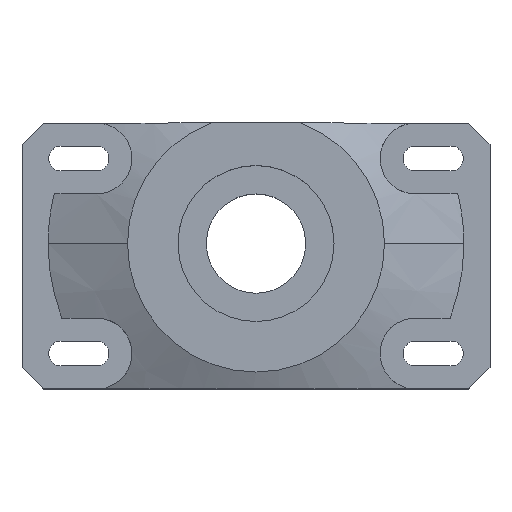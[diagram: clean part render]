
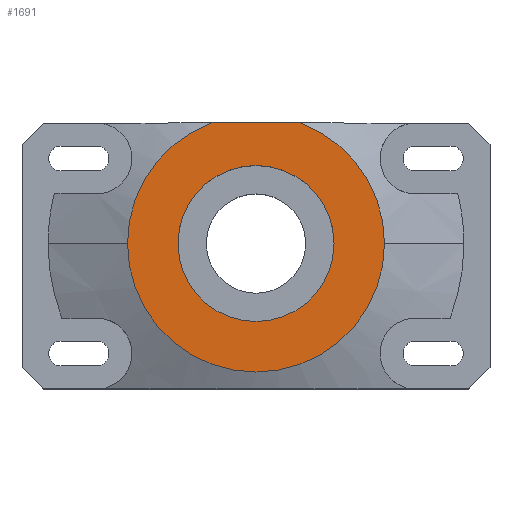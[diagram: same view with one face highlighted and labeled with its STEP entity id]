
A CAD part, top view. The second image highlights one B-rep face of the part: STEP entity #1691.
In plain terms, the highlighted planar face has unit normal (0, 0, 1).
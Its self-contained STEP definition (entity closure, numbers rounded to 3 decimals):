
#43 = ORIENTED_EDGE ( 'NONE', *, *, #1157, .T. ) ;
#96 = CARTESIAN_POINT ( 'NONE',  ( 0., 1.75, 10. ) ) ;
#99 = VERTEX_POINT ( 'NONE', #1732 ) ;
#101 = LINE ( 'NONE', #1148, #1066 ) ;
#104 = DIRECTION ( 'NONE',  ( 0., 0., 1. ) ) ;
#121 = CIRCLE ( 'NONE', #530, 18.125 ) ;
#130 = DIRECTION ( 'NONE',  ( 1., 0., 0. ) ) ;
#204 = FACE_BOUND ( 'NONE', #1418, .T. ) ;
#226 = VERTEX_POINT ( 'NONE', #1453 ) ;
#234 = CARTESIAN_POINT ( 'NONE',  ( 11., 1.75, 10. ) ) ;
#248 = AXIS2_PLACEMENT_3D ( 'NONE', #1780, #448, #855 ) ;
#257 = ORIENTED_EDGE ( 'NONE', *, *, #586, .F. ) ;
#268 = ORIENTED_EDGE ( 'NONE', *, *, #1096, .F. ) ;
#365 = DIRECTION ( 'NONE',  ( 1., 0., 0. ) ) ;
#440 = EDGE_CURVE ( 'NONE', #226, #99, #101, .T. ) ;
#448 = DIRECTION ( 'NONE',  ( 0., 0., 1. ) ) ;
#530 = AXIS2_PLACEMENT_3D ( 'NONE', #96, #104, #1284 ) ;
#586 = EDGE_CURVE ( 'NONE', #1518, #1333, #1909, .T. ) ;
#587 = ORIENTED_EDGE ( 'NONE', *, *, #1644, .T. ) ;
#590 = AXIS2_PLACEMENT_3D ( 'NONE', #1088, #1694, #365 ) ;
#596 = EDGE_CURVE ( 'NONE', #1651, #226, #1348, .T. ) ;
#752 = AXIS2_PLACEMENT_3D ( 'NONE', #1314, #1490, #1411 ) ;
#831 = EDGE_LOOP ( 'NONE', ( #1378, #587, #43, #1488 ) ) ;
#843 = DIRECTION ( 'NONE',  ( -1., 0., 0. ) ) ;
#855 = DIRECTION ( 'NONE',  ( 1., 0., 0. ) ) ;
#862 = DIRECTION ( 'NONE',  ( 0., 0., 1. ) ) ;
#905 = FACE_OUTER_BOUND ( 'NONE', #831, .T. ) ;
#916 = PLANE ( 'NONE',  #590 ) ;
#919 = DIRECTION ( 'NONE',  ( 1., 0., 0. ) ) ;
#924 = CIRCLE ( 'NONE', #248, 18.125 ) ;
#1053 = AXIS2_PLACEMENT_3D ( 'NONE', #1081, #1662, #919 ) ;
#1066 = VECTOR ( 'NONE', #843, 1000. ) ;
#1081 = CARTESIAN_POINT ( 'NONE',  ( 0., 1.75, 10. ) ) ;
#1088 = CARTESIAN_POINT ( 'NONE',  ( 0., 1.75, 10. ) ) ;
#1096 = EDGE_CURVE ( 'NONE', #1333, #1518, #1870, .T. ) ;
#1148 = CARTESIAN_POINT ( 'NONE',  ( 6.286, 18.75, 10. ) ) ;
#1157 = EDGE_CURVE ( 'NONE', #1619, #1651, #121, .T. ) ;
#1284 = DIRECTION ( 'NONE',  ( 1., 0., 0. ) ) ;
#1314 = CARTESIAN_POINT ( 'NONE',  ( 0., 1.75, 10. ) ) ;
#1333 = VERTEX_POINT ( 'NONE', #1671 ) ;
#1348 = CIRCLE ( 'NONE', #752, 18.125 ) ;
#1378 = ORIENTED_EDGE ( 'NONE', *, *, #440, .T. ) ;
#1411 = DIRECTION ( 'NONE',  ( 1., 0., 0. ) ) ;
#1418 = EDGE_LOOP ( 'NONE', ( #268, #257 ) ) ;
#1453 = CARTESIAN_POINT ( 'NONE',  ( 6.286, 18.75, 10. ) ) ;
#1463 = CARTESIAN_POINT ( 'NONE',  ( 18.125, 1.75, 10. ) ) ;
#1488 = ORIENTED_EDGE ( 'NONE', *, *, #596, .T. ) ;
#1490 = DIRECTION ( 'NONE',  ( 0., 0., 1. ) ) ;
#1518 = VERTEX_POINT ( 'NONE', #234 ) ;
#1619 = VERTEX_POINT ( 'NONE', #1794 ) ;
#1644 = EDGE_CURVE ( 'NONE', #99, #1619, #924, .T. ) ;
#1651 = VERTEX_POINT ( 'NONE', #1463 ) ;
#1662 = DIRECTION ( 'NONE',  ( 0., 0., 1. ) ) ;
#1671 = CARTESIAN_POINT ( 'NONE',  ( -11., 1.75, 10. ) ) ;
#1691 = ADVANCED_FACE ( 'NONE', ( #905, #204 ), #916, .T. ) ;
#1694 = DIRECTION ( 'NONE',  ( 0., 0., 1. ) ) ;
#1732 = CARTESIAN_POINT ( 'NONE',  ( -6.286, 18.75, 10. ) ) ;
#1739 = CARTESIAN_POINT ( 'NONE',  ( 0., 1.75, 10. ) ) ;
#1780 = CARTESIAN_POINT ( 'NONE',  ( 0., 1.75, 10. ) ) ;
#1794 = CARTESIAN_POINT ( 'NONE',  ( -18.125, 1.75, 10. ) ) ;
#1870 = CIRCLE ( 'NONE', #1053, 11. ) ;
#1880 = AXIS2_PLACEMENT_3D ( 'NONE', #1739, #862, #130 ) ;
#1909 = CIRCLE ( 'NONE', #1880, 11. ) ;
